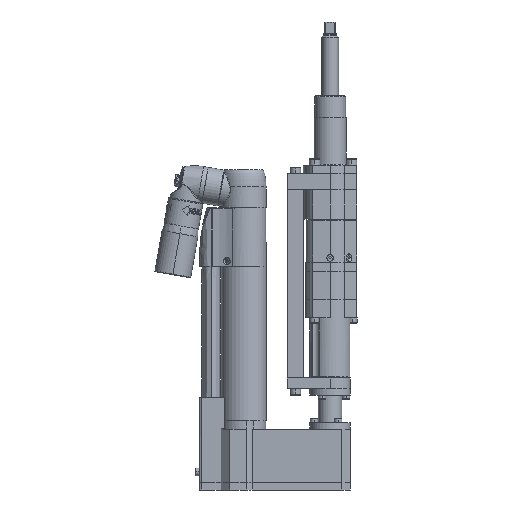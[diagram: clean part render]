
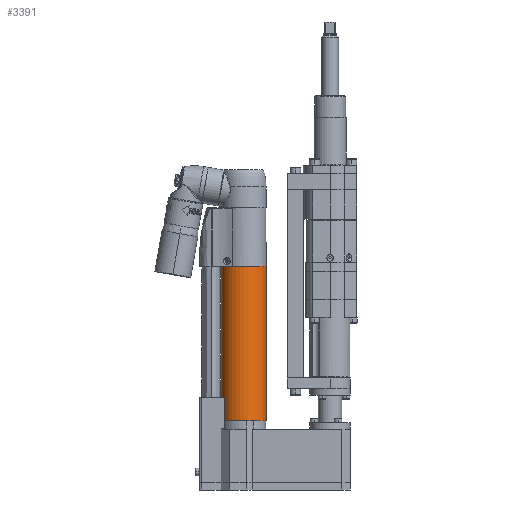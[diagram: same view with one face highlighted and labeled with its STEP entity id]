
A CAD part, left-side view. The second image highlights one B-rep face of the part: STEP entity #3391.
In plain terms, the highlighted cylindrical face has radius 21 mm (diameter 42 mm), a partial arc.
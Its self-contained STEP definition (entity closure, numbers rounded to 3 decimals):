
#1122=CARTESIAN_POINT('',(0.,0.,0.));
#1123=DIRECTION('',(0.,0.,-1.));
#1124=DIRECTION('',(0.,1.,0.));
#1125=AXIS2_PLACEMENT_3D('',#1122,#1123,#1124);
#1178=CARTESIAN_POINT('',(0.,21.,-6.5));
#1191=CARTESIAN_POINT('',(0.,21.,-1.5));
#1218=CARTESIAN_POINT('',(0.,21.,-1.5));
#1219=CARTESIAN_POINT('',(0.241,21.,-1.5));
#1220=CARTESIAN_POINT('',(0.705,20.992,
-1.567));
#1221=CARTESIAN_POINT('',(1.367,20.959,-1.865));
#1222=CARTESIAN_POINT('',(1.915,20.914,-2.341));
#1223=CARTESIAN_POINT('',(2.304,20.874,-2.943));
#1224=CARTESIAN_POINT('',(2.509,20.85,-3.645));
#1225=CARTESIAN_POINT('',(2.509,20.85,-4.358));
#1226=CARTESIAN_POINT('',(2.302,20.874,-5.061));
#1227=CARTESIAN_POINT('',(1.914,20.914,-5.66));
#1228=CARTESIAN_POINT('',(1.363,20.959,-6.138));
#1229=CARTESIAN_POINT('',(0.703,20.992,
-6.433));
#1230=CARTESIAN_POINT('',(0.241,21.,-6.5));
#1231=CARTESIAN_POINT('',(0.,21.,-6.5));
#1236=DIRECTION('',(0.,0.,1.));
#1237=VECTOR('',#1236,138.);
#1238=CARTESIAN_POINT('',(0.,21.,-144.5));
#1239=LINE('',#1238,#1237);
#1243=CARTESIAN_POINT('',(0.,0.,-144.5));
#1244=DIRECTION('',(0.,0.,-1.));
#1245=DIRECTION('',(0.,1.,0.));
#1246=AXIS2_PLACEMENT_3D('',#1243,#1244,#1245);
#1251=DIRECTION('',(0.,0.,1.));
#1252=VECTOR('',#1251,144.5);
#1253=CARTESIAN_POINT('',(0.,-21.,-144.5));
#1254=LINE('',#1253,#1252);
#1258=DIRECTION('',(0.,0.,1.));
#1259=VECTOR('',#1258,1.5);
#1260=CARTESIAN_POINT('',(0.,21.,-1.5));
#1261=LINE('',#1260,#1259);
#2210=CARTESIAN_POINT('',(0.,-21.,-144.5));
#2211=CARTESIAN_POINT('',(0.,-21.,0.));
#2212=VERTEX_POINT('',#2210);
#2213=VERTEX_POINT('',#2211);
#2222=CARTESIAN_POINT('',(0.,21.,-144.5));
#2223=VERTEX_POINT('',#2222);
#2224=CARTESIAN_POINT('',(0.,21.,0.));
#2225=VERTEX_POINT('',#2224);
#2280=VERTEX_POINT('',#1178);
#2281=VERTEX_POINT('',#1191);
#3377=CARTESIAN_POINT('',(0.,0.,-172.775));
#3378=DIRECTION('',(0.,0.,1.));
#3379=DIRECTION('',(0.,1.,0.));
#3380=AXIS2_PLACEMENT_3D('',#3377,#3378,#3379);
#3381=CYLINDRICAL_SURFACE('',#3380,21.);
#3382=ORIENTED_EDGE('',*,*,#3368,.T.);
#3383=ORIENTED_EDGE('',*,*,#3343,.F.);
#3385=ORIENTED_EDGE('',*,*,#3384,.T.);
#3386=ORIENTED_EDGE('',*,*,#3339,.T.);
#3387=ORIENTED_EDGE('',*,*,#3302,.F.);
#3388=ORIENTED_EDGE('',*,*,#3336,.F.);
#3389=EDGE_LOOP('',(#3382,#3383,#3385,#3386,#3387,#3388));
#3390=FACE_OUTER_BOUND('',#3389,.F.);
#3391=ADVANCED_FACE('',(#3390),#3381,.T.);
#1126=CIRCLE('',#1125,21.);
#1232=B_SPLINE_CURVE_WITH_KNOTS('',3,(#1218,#1219,#1220,#1221,#1222,#1223,#1224,
#1225,#1226,#1227,#1228,#1229,#1230,#1231),.UNSPECIFIED.,.F.,.F.,(4,1,1,1,1,1,1,
1,1,1,1,4),(0.,0.091,0.182,0.273,
0.364,0.455,0.545,0.636,
0.727,0.818,0.909,1.),.UNSPECIFIED.);
#1247=CIRCLE('',#1246,21.);
#3302=EDGE_CURVE('',#2225,#2213,#1126,.T.);
#3336=EDGE_CURVE('',#2281,#2225,#1261,.T.);
#3339=EDGE_CURVE('',#2212,#2213,#1254,.T.);
#3343=EDGE_CURVE('',#2223,#2280,#1239,.T.);
#3368=EDGE_CURVE('',#2281,#2280,#1232,.T.);
#3384=EDGE_CURVE('',#2223,#2212,#1247,.T.);
